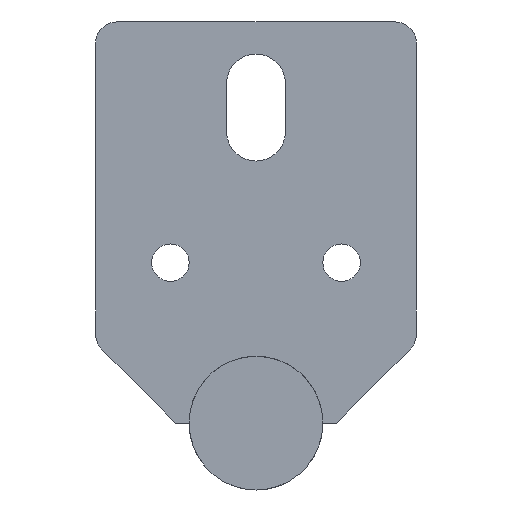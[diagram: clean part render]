
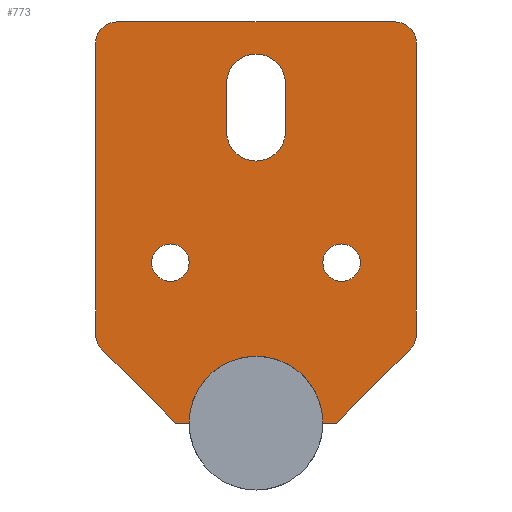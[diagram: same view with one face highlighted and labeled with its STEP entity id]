
A CAD part, front view. The second image highlights one B-rep face of the part: STEP entity #773.
In plain terms, the highlighted planar face has unit normal (0, -1, 0).
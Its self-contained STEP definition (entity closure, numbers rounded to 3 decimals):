
#16=FACE_BOUND('',#150,.T.);
#17=FACE_BOUND('',#151,.T.);
#18=FACE_BOUND('',#152,.T.);
#55=PLANE('',#880);
#100=FACE_OUTER_BOUND('',#149,.T.);
#149=EDGE_LOOP('',(#649,#650,#651,#652,#653,#654,#655,#656,#657,#658));
#150=EDGE_LOOP('',(#659));
#151=EDGE_LOOP('',(#660));
#152=EDGE_LOOP('',(#661,#662,#663,#664));
#201=LINE('',#1469,#264);
#206=LINE('',#1482,#269);
#209=LINE('',#1497,#272);
#210=LINE('',#1501,#273);
#211=LINE('',#1505,#274);
#212=LINE('',#1509,#275);
#213=LINE('',#1511,#276);
#214=LINE('',#1512,#277);
#264=VECTOR('',#1052,10.);
#269=VECTOR('',#1065,10.);
#272=VECTOR('',#1082,10.);
#273=VECTOR('',#1085,10.);
#274=VECTOR('',#1088,10.);
#275=VECTOR('',#1091,10.);
#276=VECTOR('',#1092,10.);
#277=VECTOR('',#1093,10.);
#313=CIRCLE('',#865,3.5);
#315=CIRCLE('',#868,3.5);
#317=CIRCLE('',#872,5.5);
#319=CIRCLE('',#876,5.5);
#320=CIRCLE('',#878,4.);
#322=CIRCLE('',#881,4.);
#323=CIRCLE('',#882,4.);
#324=CIRCLE('',#883,4.);
#365=VERTEX_POINT('',#1453);
#367=VERTEX_POINT('',#1459);
#370=VERTEX_POINT('',#1466);
#371=VERTEX_POINT('',#1468);
#373=VERTEX_POINT('',#1474);
#375=VERTEX_POINT('',#1480);
#376=VERTEX_POINT('',#1487);
#377=VERTEX_POINT('',#1488);
#380=VERTEX_POINT('',#1496);
#381=VERTEX_POINT('',#1498);
#382=VERTEX_POINT('',#1500);
#383=VERTEX_POINT('',#1502);
#384=VERTEX_POINT('',#1504);
#385=VERTEX_POINT('',#1506);
#386=VERTEX_POINT('',#1508);
#387=VERTEX_POINT('',#1510);
#457=EDGE_CURVE('',#365,#365,#313,.T.);
#460=EDGE_CURVE('',#367,#367,#315,.T.);
#463=EDGE_CURVE('',#371,#370,#201,.T.);
#467=EDGE_CURVE('',#370,#373,#317,.T.);
#470=EDGE_CURVE('',#373,#375,#206,.T.);
#472=EDGE_CURVE('',#375,#371,#319,.T.);
#473=EDGE_CURVE('',#376,#377,#320,.T.);
#477=EDGE_CURVE('',#380,#376,#209,.T.);
#478=EDGE_CURVE('',#381,#380,#322,.T.);
#479=EDGE_CURVE('',#382,#381,#210,.T.);
#480=EDGE_CURVE('',#383,#382,#323,.T.);
#481=EDGE_CURVE('',#384,#383,#211,.T.);
#482=EDGE_CURVE('',#385,#384,#324,.T.);
#483=EDGE_CURVE('',#386,#385,#212,.T.);
#484=EDGE_CURVE('',#387,#386,#213,.T.);
#485=EDGE_CURVE('',#377,#387,#214,.T.);
#649=ORIENTED_EDGE('',*,*,#473,.F.);
#650=ORIENTED_EDGE('',*,*,#477,.F.);
#651=ORIENTED_EDGE('',*,*,#478,.F.);
#652=ORIENTED_EDGE('',*,*,#479,.F.);
#653=ORIENTED_EDGE('',*,*,#480,.F.);
#654=ORIENTED_EDGE('',*,*,#481,.F.);
#655=ORIENTED_EDGE('',*,*,#482,.F.);
#656=ORIENTED_EDGE('',*,*,#483,.F.);
#657=ORIENTED_EDGE('',*,*,#484,.F.);
#658=ORIENTED_EDGE('',*,*,#485,.F.);
#659=ORIENTED_EDGE('',*,*,#457,.T.);
#660=ORIENTED_EDGE('',*,*,#460,.T.);
#661=ORIENTED_EDGE('',*,*,#463,.T.);
#662=ORIENTED_EDGE('',*,*,#467,.T.);
#663=ORIENTED_EDGE('',*,*,#470,.T.);
#664=ORIENTED_EDGE('',*,*,#472,.T.);
#773=ADVANCED_FACE('',(#100,#16,#17,#18),#55,.F.);
#865=AXIS2_PLACEMENT_3D('',#1455,#1039,#1040);
#868=AXIS2_PLACEMENT_3D('',#1461,#1046,#1047);
#872=AXIS2_PLACEMENT_3D('',#1476,#1059,#1060);
#876=AXIS2_PLACEMENT_3D('',#1485,#1070,#1071);
#878=AXIS2_PLACEMENT_3D('',#1489,#1074,#1075);
#880=AXIS2_PLACEMENT_3D('',#1495,#1080,#1081);
#881=AXIS2_PLACEMENT_3D('',#1499,#1083,#1084);
#882=AXIS2_PLACEMENT_3D('',#1503,#1086,#1087);
#883=AXIS2_PLACEMENT_3D('',#1507,#1089,#1090);
#1039=DIRECTION('center_axis',(0.,1.,0.));
#1040=DIRECTION('ref_axis',(1.,0.,0.));
#1046=DIRECTION('center_axis',(0.,1.,0.));
#1047=DIRECTION('ref_axis',(1.,0.,0.));
#1052=DIRECTION('',(0.,0.,1.));
#1059=DIRECTION('center_axis',(0.,1.,0.));
#1060=DIRECTION('ref_axis',(-1.,0.,0.));
#1065=DIRECTION('',(0.,0.,-1.));
#1070=DIRECTION('center_axis',(0.,1.,0.));
#1071=DIRECTION('ref_axis',(1.,0.,0.));
#1074=DIRECTION('center_axis',(0.,1.,0.));
#1075=DIRECTION('ref_axis',(0.924,0.,-0.383));
#1080=DIRECTION('center_axis',(0.,1.,0.));
#1081=DIRECTION('ref_axis',(0.,0.,1.));
#1082=DIRECTION('',(0.,0.,-1.));
#1083=DIRECTION('center_axis',(0.,1.,0.));
#1084=DIRECTION('ref_axis',(0.707,0.,0.707));
#1085=DIRECTION('',(1.,0.,0.));
#1086=DIRECTION('center_axis',(0.,1.,0.));
#1087=DIRECTION('ref_axis',(-0.707,0.,0.707));
#1088=DIRECTION('',(0.,0.,1.));
#1089=DIRECTION('center_axis',(0.,1.,0.));
#1090=DIRECTION('ref_axis',(-0.924,0.,-0.383));
#1091=DIRECTION('',(-0.707,0.,0.707));
#1092=DIRECTION('',(-1.,0.,0.));
#1093=DIRECTION('',(-0.707,0.,-0.707));
#1453=CARTESIAN_POINT('',(12.5,175.,30.));
#1455=CARTESIAN_POINT('Origin',(16.,175.,30.));
#1459=CARTESIAN_POINT('',(-19.5,175.,30.));
#1461=CARTESIAN_POINT('Origin',(-16.,175.,30.));
#1466=CARTESIAN_POINT('',(-5.5,175.,63.5));
#1468=CARTESIAN_POINT('',(-5.5,175.,54.5));
#1469=CARTESIAN_POINT('',(-5.5,175.,50.5));
#1474=CARTESIAN_POINT('',(5.5,175.,63.5));
#1476=CARTESIAN_POINT('Origin',(0.,175.,63.5));
#1480=CARTESIAN_POINT('',(5.5,175.,54.5));
#1482=CARTESIAN_POINT('',(5.5,175.,46.));
#1485=CARTESIAN_POINT('Origin',(0.,175.,54.5));
#1487=CARTESIAN_POINT('',(30.,175.,16.657));
#1488=CARTESIAN_POINT('',(28.828,175.,13.828));
#1489=CARTESIAN_POINT('Origin',(26.,175.,16.657));
#1495=CARTESIAN_POINT('Origin',(0.,175.,37.5));
#1496=CARTESIAN_POINT('',(30.,175.,71.));
#1497=CARTESIAN_POINT('',(30.,175.,75.));
#1498=CARTESIAN_POINT('',(26.,175.,75.));
#1499=CARTESIAN_POINT('Origin',(26.,175.,71.));
#1500=CARTESIAN_POINT('',(-26.,175.,75.));
#1501=CARTESIAN_POINT('',(-30.,175.,75.));
#1502=CARTESIAN_POINT('',(-30.,175.,71.));
#1503=CARTESIAN_POINT('Origin',(-26.,175.,71.));
#1504=CARTESIAN_POINT('',(-30.,175.,16.657));
#1505=CARTESIAN_POINT('',(-30.,175.,0.));
#1506=CARTESIAN_POINT('',(-28.828,175.,13.828));
#1507=CARTESIAN_POINT('Origin',(-26.,175.,16.657));
#1508=CARTESIAN_POINT('',(-15.,175.,0.));
#1509=CARTESIAN_POINT('',(-24.375,175.,9.375));
#1510=CARTESIAN_POINT('',(15.,175.,0.));
#1511=CARTESIAN_POINT('',(30.,175.,0.));
#1512=CARTESIAN_POINT('',(24.375,175.,9.375));
